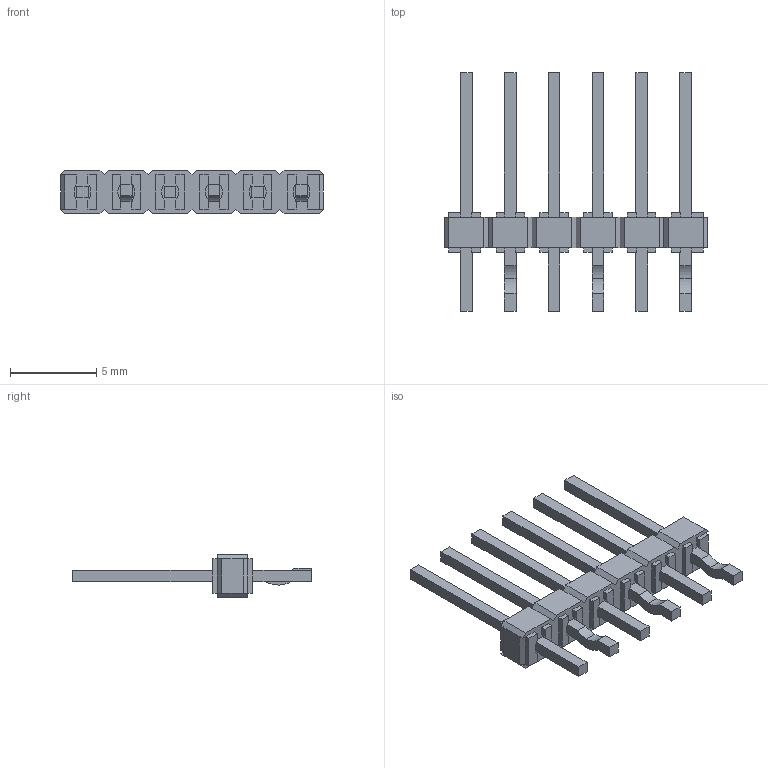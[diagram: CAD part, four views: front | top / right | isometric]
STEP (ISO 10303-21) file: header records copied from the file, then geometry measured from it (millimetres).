
FILE_DESCRIPTION(('STEP AP242'),'1');
FILE_NAME('0022285061.stp','2025-02-01T19:01:18',('TraceParts'),('TraceParts S.A.'),'Spatial InterOp 3D',' ',' ');
FILE_SCHEMA(('AP242_MANAGED_MODEL_BASED_3D_ENGINEERING_MIM_LF {1 0 10303 442 1 1 4}'));
Length unit declared in the file: millimetre
Products named in the file (1): 0022285061_1
Bounding box: 15.24 x 13.84 x 2.49 mm (x, y, z)
Volume: 104.4 mm3; surface area: 365.5 mm2
Topology: 1 solids, 1 shells, 322 faces, 852 edges, 576 vertices
Faces by surface type: plane 262, cylinder 60
Entity records: 9870 total; most frequent: CARTESIAN_POINT 1728, ORIENTED_EDGE 1680, DIRECTION 1632, EDGE_CURVE 840, LINE 720, VECTOR 720, VERTEX_POINT 552, AXIS2_PLACEMENT_3D 456
